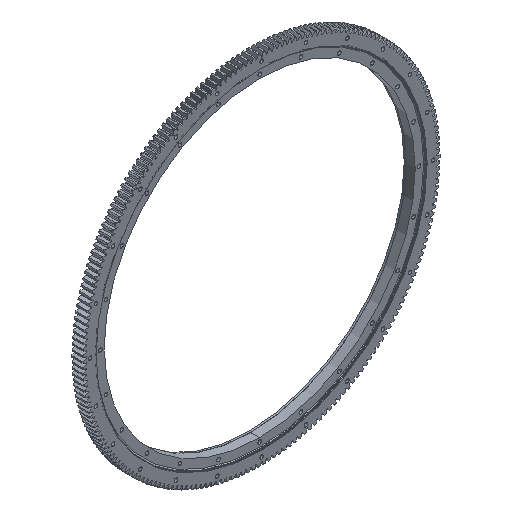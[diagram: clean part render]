
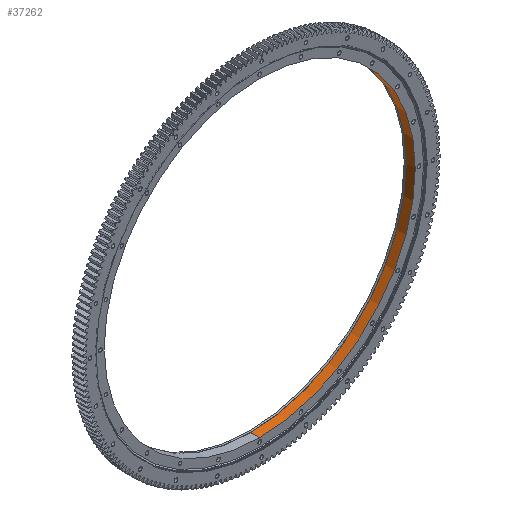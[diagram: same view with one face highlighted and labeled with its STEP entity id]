
A CAD part, isometric view. The second image highlights one B-rep face of the part: STEP entity #37262.
In plain terms, the highlighted cylindrical face has radius 750 mm (diameter 1500 mm), a partial arc.
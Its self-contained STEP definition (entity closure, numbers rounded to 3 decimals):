
#2292 = VECTOR ( 'NONE', #20219, 1000. ) ;
#4020 = DIRECTION ( 'NONE',  ( 0., 0., 1. ) ) ;
#4261 = VERTEX_POINT ( 'NONE', #33982 ) ;
#5559 = CARTESIAN_POINT ( 'NONE',  ( 0., 21.5, 750. ) ) ;
#6025 = CIRCLE ( 'NONE', #33436, 750. ) ;
#6243 = LINE ( 'NONE', #26169, #17720 ) ;
#8121 = CYLINDRICAL_SURFACE ( 'NONE', #33721, 750. ) ;
#10602 = ORIENTED_EDGE ( 'NONE', *, *, #13184, .F. ) ;
#12305 = CIRCLE ( 'NONE', #49148, 750. ) ;
#13184 = EDGE_CURVE ( 'NONE', #23879, #35672, #12305, .T. ) ;
#16367 = CARTESIAN_POINT ( 'NONE',  ( 0., 31.029, -750. ) ) ;
#17720 = VECTOR ( 'NONE', #49225, 1000. ) ;
#17989 = CARTESIAN_POINT ( 'NONE',  ( 0., -22.5, 750. ) ) ;
#20203 = EDGE_LOOP ( 'NONE', ( #42938, #10602, #49184, #36685 ) ) ;
#20219 = DIRECTION ( 'NONE',  ( 0., 1., 0. ) ) ;
#20315 = DIRECTION ( 'NONE',  ( 0., -1., 0. ) ) ;
#20577 = EDGE_CURVE ( 'NONE', #23879, #25387, #6243, .T. ) ;
#23879 = VERTEX_POINT ( 'NONE', #17989 ) ;
#25387 = VERTEX_POINT ( 'NONE', #5559 ) ;
#26169 = CARTESIAN_POINT ( 'NONE',  ( 0., 31.029, 750. ) ) ;
#28676 = FACE_OUTER_BOUND ( 'NONE', #20203, .T. ) ;
#31842 = CARTESIAN_POINT ( 'NONE',  ( 0., -22.5, 0. ) ) ;
#31908 = DIRECTION ( 'NONE',  ( 0., 0., 1. ) ) ;
#31962 = DIRECTION ( 'NONE',  ( 0., 1., 0. ) ) ;
#33436 = AXIS2_PLACEMENT_3D ( 'NONE', #43445, #20315, #47292 ) ;
#33647 = EDGE_CURVE ( 'NONE', #4261, #25387, #6025, .T. ) ;
#33721 = AXIS2_PLACEMENT_3D ( 'NONE', #46529, #38777, #4020 ) ;
#33982 = CARTESIAN_POINT ( 'NONE',  ( 0., 21.5, -750. ) ) ;
#35672 = VERTEX_POINT ( 'NONE', #36395 ) ;
#36395 = CARTESIAN_POINT ( 'NONE',  ( 0., -22.5, -750. ) ) ;
#36685 = ORIENTED_EDGE ( 'NONE', *, *, #33647, .F. ) ;
#36721 = LINE ( 'NONE', #16367, #2292 ) ;
#37262 = ADVANCED_FACE ( 'NONE', ( #28676 ), #8121, .F. ) ;
#38777 = DIRECTION ( 'NONE',  ( 0., 1., 0. ) ) ;
#42938 = ORIENTED_EDGE ( 'NONE', *, *, #46367, .F. ) ;
#43445 = CARTESIAN_POINT ( 'NONE',  ( 0., 21.5, 0. ) ) ;
#46367 = EDGE_CURVE ( 'NONE', #35672, #4261, #36721, .T. ) ;
#46529 = CARTESIAN_POINT ( 'NONE',  ( 0., 31.029, 0. ) ) ;
#47292 = DIRECTION ( 'NONE',  ( 0., 0., 1. ) ) ;
#49148 = AXIS2_PLACEMENT_3D ( 'NONE', #31842, #31962, #31908 ) ;
#49184 = ORIENTED_EDGE ( 'NONE', *, *, #20577, .T. ) ;
#49225 = DIRECTION ( 'NONE',  ( 0., 1., 0. ) ) ;
